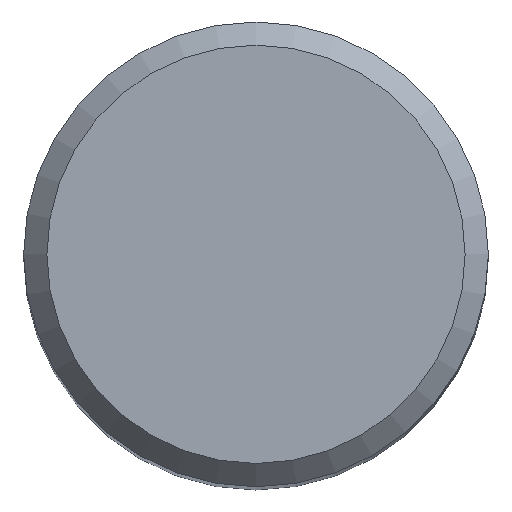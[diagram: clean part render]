
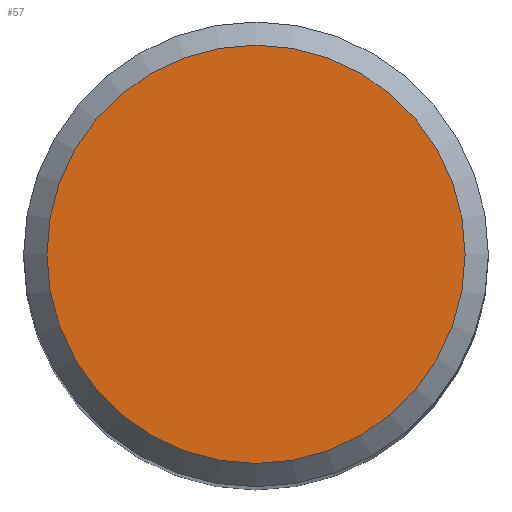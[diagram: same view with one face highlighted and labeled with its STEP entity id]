
A CAD part, top view. The second image highlights one B-rep face of the part: STEP entity #57.
In plain terms, the highlighted planar face has unit normal (0, 0, 1).
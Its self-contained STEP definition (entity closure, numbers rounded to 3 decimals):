
#47=FACE_OUTER_BOUND('',#122,.T.);
#49=PLANE('',#278);
#57=ADVANCED_FACE('CLONE_TP_FACE',(#47),#49,.F.);
#122=EDGE_LOOP('',(#156));
#156=ORIENTED_EDGE('',*,*,#206,.F.);
#189=VERTEX_POINT('',#404);
#206=EDGE_CURVE('',#189,#189,#223,.T.);
#223=CIRCLE('',#277,8.997);
#277=AXIS2_PLACEMENT_3D('',#403,#329,#330);
#278=AXIS2_PLACEMENT_3D('',#405,#331,#332);
#329=DIRECTION('',(0.,0.,-1.));
#330=DIRECTION('',(1.,0.,0.));
#331=DIRECTION('',(0.,0.,-1.));
#332=DIRECTION('',(-1.,0.,0.));
#403=CARTESIAN_POINT('',(0.,0.,0.));
#404=CARTESIAN_POINT('',(8.997,0.,0.));
#405=CARTESIAN_POINT('',(0.,0.,0.));
